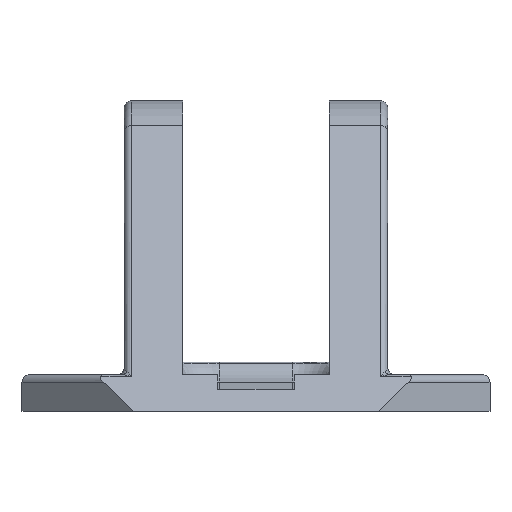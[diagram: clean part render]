
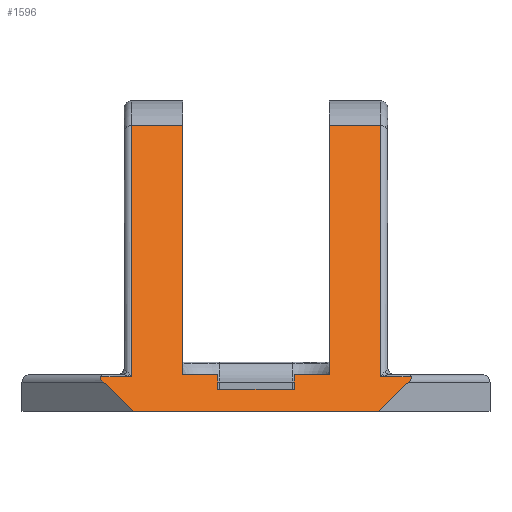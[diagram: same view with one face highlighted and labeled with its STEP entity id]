
A CAD part, front view. The second image highlights one B-rep face of the part: STEP entity #1596.
In plain terms, the highlighted planar face has unit normal (0, -0.688, 0.726).
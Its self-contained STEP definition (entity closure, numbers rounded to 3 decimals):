
#60=ELLIPSE('',#1775,2.055,1.);
#62=ELLIPSE('',#1782,2.055,1.);
#100=PLANE('',#1781);
#131=LINE('',#2463,#254);
#142=LINE('',#2493,#265);
#150=LINE('',#2567,#273);
#153=LINE('',#2576,#276);
#173=LINE('',#2808,#296);
#175=LINE('',#2815,#298);
#200=LINE('',#2901,#323);
#202=LINE('',#2904,#325);
#203=LINE('',#2906,#326);
#204=LINE('',#2908,#327);
#205=LINE('',#2910,#328);
#206=LINE('',#2912,#329);
#207=LINE('',#2913,#330);
#208=LINE('',#2914,#331);
#209=LINE('',#2918,#332);
#210=LINE('',#2919,#333);
#254=VECTOR('',#1911,10.);
#265=VECTOR('',#1936,10.);
#273=VECTOR('',#1976,10.);
#276=VECTOR('',#1985,10.);
#296=VECTOR('',#2095,10.);
#298=VECTOR('',#2103,10.);
#323=VECTOR('',#2198,10.);
#325=VECTOR('',#2202,10.);
#326=VECTOR('',#2203,10.);
#327=VECTOR('',#2204,10.);
#328=VECTOR('',#2205,10.);
#329=VECTOR('',#2206,10.);
#330=VECTOR('',#2207,10.);
#331=VECTOR('',#2208,10.);
#332=VECTOR('',#2211,10.);
#333=VECTOR('',#2212,10.);
#460=FACE_OUTER_BOUND('',#556,.T.);
#556=EDGE_LOOP('',(#1340,#1341,#1342,#1343,#1344,#1345,#1346,#1347,#1348,
#1349,#1350,#1351,#1352,#1353,#1354,#1355,#1356,#1357));
#685=VERTEX_POINT('',#2460);
#686=VERTEX_POINT('',#2462);
#697=VERTEX_POINT('',#2490);
#698=VERTEX_POINT('',#2492);
#711=VERTEX_POINT('',#2562);
#712=VERTEX_POINT('',#2566);
#715=VERTEX_POINT('',#2574);
#753=VERTEX_POINT('',#2775);
#756=VERTEX_POINT('',#2807);
#758=VERTEX_POINT('',#2813);
#778=VERTEX_POINT('',#2878);
#784=VERTEX_POINT('',#2900);
#785=VERTEX_POINT('',#2905);
#786=VERTEX_POINT('',#2907);
#787=VERTEX_POINT('',#2909);
#788=VERTEX_POINT('',#2911);
#789=VERTEX_POINT('',#2915);
#790=VERTEX_POINT('',#2917);
#847=EDGE_CURVE('',#685,#686,#131,.T.);
#862=EDGE_CURVE('',#697,#698,#142,.T.);
#882=EDGE_CURVE('',#711,#712,#150,.T.);
#887=EDGE_CURVE('',#715,#711,#153,.T.);
#942=EDGE_CURVE('',#753,#756,#173,.T.);
#946=EDGE_CURVE('',#758,#753,#175,.T.);
#979=EDGE_CURVE('',#712,#778,#60,.T.);
#990=EDGE_CURVE('',#778,#784,#200,.T.);
#992=EDGE_CURVE('',#698,#715,#202,.T.);
#993=EDGE_CURVE('',#785,#697,#203,.T.);
#994=EDGE_CURVE('',#785,#786,#204,.T.);
#995=EDGE_CURVE('',#786,#787,#205,.T.);
#996=EDGE_CURVE('',#787,#788,#206,.T.);
#997=EDGE_CURVE('',#686,#788,#207,.T.);
#998=EDGE_CURVE('',#756,#685,#208,.T.);
#999=EDGE_CURVE('',#789,#758,#62,.T.);
#1000=EDGE_CURVE('',#789,#790,#209,.T.);
#1001=EDGE_CURVE('',#790,#784,#210,.T.);
#1340=ORIENTED_EDGE('',*,*,#979,.F.);
#1341=ORIENTED_EDGE('',*,*,#882,.F.);
#1342=ORIENTED_EDGE('',*,*,#887,.F.);
#1343=ORIENTED_EDGE('',*,*,#992,.F.);
#1344=ORIENTED_EDGE('',*,*,#862,.F.);
#1345=ORIENTED_EDGE('',*,*,#993,.F.);
#1346=ORIENTED_EDGE('',*,*,#994,.T.);
#1347=ORIENTED_EDGE('',*,*,#995,.T.);
#1348=ORIENTED_EDGE('',*,*,#996,.T.);
#1349=ORIENTED_EDGE('',*,*,#997,.F.);
#1350=ORIENTED_EDGE('',*,*,#847,.F.);
#1351=ORIENTED_EDGE('',*,*,#998,.F.);
#1352=ORIENTED_EDGE('',*,*,#942,.F.);
#1353=ORIENTED_EDGE('',*,*,#946,.F.);
#1354=ORIENTED_EDGE('',*,*,#999,.F.);
#1355=ORIENTED_EDGE('',*,*,#1000,.T.);
#1356=ORIENTED_EDGE('',*,*,#1001,.T.);
#1357=ORIENTED_EDGE('',*,*,#990,.F.);
#1596=ADVANCED_FACE('',(#460),#100,.T.);
#1775=AXIS2_PLACEMENT_3D('',#2880,#2177,#2178);
#1781=AXIS2_PLACEMENT_3D('',#2903,#2200,#2201);
#1782=AXIS2_PLACEMENT_3D('',#2916,#2209,#2210);
#1911=DIRECTION('',(0.,-0.726,-0.688));
#1936=DIRECTION('',(0.,0.726,0.688));
#1976=DIRECTION('',(1.,0.,0.));
#1985=DIRECTION('',(0.,-0.726,-0.688));
#2095=DIRECTION('',(0.,0.726,0.688));
#2103=DIRECTION('',(1.,0.,0.));
#2177=DIRECTION('center_axis',(0.,0.688,-0.726));
#2178=DIRECTION('ref_axis',(0.809,0.426,0.404));
#2198=DIRECTION('',(-0.587,-0.587,-0.557));
#2200=DIRECTION('center_axis',(0.,-0.688,0.726));
#2201=DIRECTION('ref_axis',(0.,0.726,0.688));
#2202=DIRECTION('',(1.,0.,0.));
#2203=DIRECTION('',(1.,0.,0.));
#2204=DIRECTION('',(0.,-0.726,-0.688));
#2205=DIRECTION('',(-1.,0.,0.));
#2206=DIRECTION('',(0.,0.726,0.688));
#2207=DIRECTION('',(1.,0.,0.));
#2208=DIRECTION('',(1.,0.,0.));
#2209=DIRECTION('center_axis',(0.,0.688,-0.726));
#2210=DIRECTION('ref_axis',(-0.809,0.426,0.404));
#2211=DIRECTION('',(0.587,-0.587,-0.557));
#2212=DIRECTION('',(1.,0.,0.));
#2460=CARTESIAN_POINT('',(0.,-8.6,9.071));
#2462=CARTESIAN_POINT('',(0.,-44.536,-25.));
#2463=CARTESIAN_POINT('',(0.,-26.391,-7.796));
#2490=CARTESIAN_POINT('',(20.,-44.536,-25.));
#2492=CARTESIAN_POINT('',(20.,-8.6,9.071));
#2493=CARTESIAN_POINT('',(20.,-35.448,-16.384));
#2562=CARTESIAN_POINT('',(27.,-44.826,-25.274));
#2566=CARTESIAN_POINT('',(31.233,-44.826,-25.274));
#2567=CARTESIAN_POINT('',(-10.313,-44.826,-25.274));
#2574=CARTESIAN_POINT('',(27.,-8.6,9.071));
#2576=CARTESIAN_POINT('',(27.,-25.889,-7.32));
#2775=CARTESIAN_POINT('',(-7.,-44.826,-25.274));
#2807=CARTESIAN_POINT('',(-7.,-8.6,9.071));
#2808=CARTESIAN_POINT('',(-7.,-25.889,-7.32));
#2813=CARTESIAN_POINT('',(-11.233,-44.826,-25.274));
#2815=CARTESIAN_POINT('',(-10.313,-44.826,-25.274));
#2878=CARTESIAN_POINT('',(30.909,-45.591,-26.));
#2880=CARTESIAN_POINT('Origin',(29.495,-45.591,-26.));
#2900=CARTESIAN_POINT('',(26.69,-49.81,-30.));
#2901=CARTESIAN_POINT('',(30.756,-45.744,-26.145));
#2903=CARTESIAN_POINT('Origin',(0.,-35.448,-16.384));
#2904=CARTESIAN_POINT('',(10.,-8.6,9.071));
#2905=CARTESIAN_POINT('',(15.25,-44.536,-25.));
#2906=CARTESIAN_POINT('',(-10.313,-44.536,-25.));
#2907=CARTESIAN_POINT('',(15.25,-46.646,-27.));
#2908=CARTESIAN_POINT('',(15.25,-24.974,-6.453));
#2909=CARTESIAN_POINT('',(4.75,-46.646,-27.));
#2910=CARTESIAN_POINT('',(5.,-46.646,-27.));
#2911=CARTESIAN_POINT('',(4.75,-44.536,-25.));
#2912=CARTESIAN_POINT('',(4.75,-39.983,-20.683));
#2913=CARTESIAN_POINT('',(-10.313,-44.536,-25.));
#2914=CARTESIAN_POINT('',(10.,-8.6,9.071));
#2915=CARTESIAN_POINT('',(-10.909,-45.591,-26.));
#2916=CARTESIAN_POINT('Origin',(-9.495,-45.591,-26.));
#2917=CARTESIAN_POINT('',(-6.69,-49.81,-30.));
#2918=CARTESIAN_POINT('',(-14.205,-42.295,-22.875));
#2919=CARTESIAN_POINT('',(10.,-49.81,-30.));
